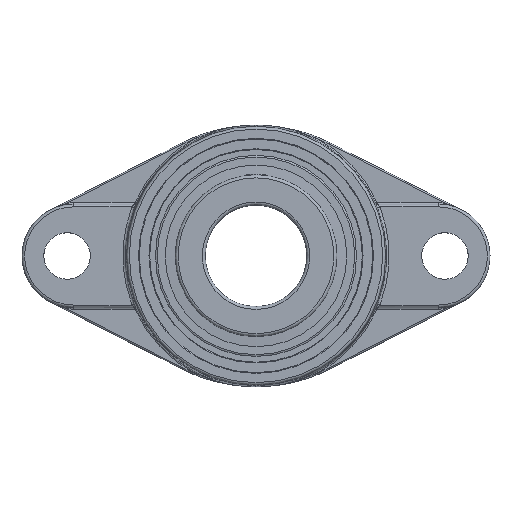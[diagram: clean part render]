
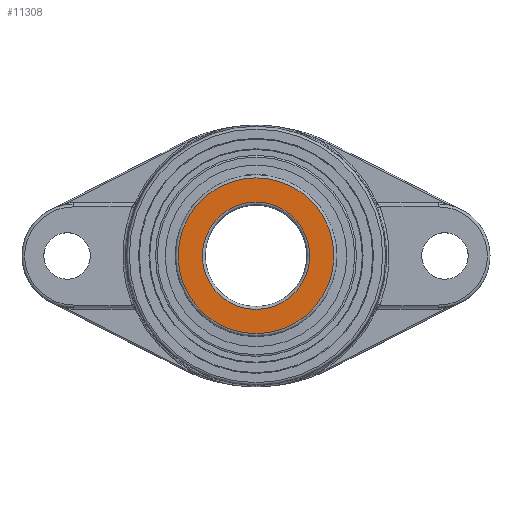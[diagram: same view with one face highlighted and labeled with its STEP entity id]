
A CAD part, top view. The second image highlights one B-rep face of the part: STEP entity #11308.
In plain terms, the highlighted face is planar.
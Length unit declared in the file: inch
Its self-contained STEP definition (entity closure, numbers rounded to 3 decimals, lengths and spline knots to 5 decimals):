
#11259=CARTESIAN_POINT('',(-0.72687,0.,0.));
#11260=VERTEX_POINT('',#11259);
#11270=CARTESIAN_POINT('',(0.,0.,0.));
#11271=DIRECTION('',(0.,0.,-1.));
#11272=DIRECTION('',(1.,0.,0.));
#11273=AXIS2_PLACEMENT_3D('',#11270,#11271,#11272);
#11274=CIRCLE('',#11273,0.72687);
#11275=EDGE_CURVE('',#11260,#11260,#11274,.T.);
#11280=CARTESIAN_POINT('',(0.,0.,0.));
#11281=DIRECTION('',(0.,0.,1.));
#11282=DIRECTION('',(1.,0.,0.));
#11283=AXIS2_PLACEMENT_3D('',#11280,#11281,#11282);
#11284=PLANE('',#11283);
#11285=CARTESIAN_POINT('',(-1.05513,0.,0.));
#11286=VERTEX_POINT('',#11285);
#11287=CARTESIAN_POINT('',(1.05513,0.,0.));
#11288=VERTEX_POINT('',#11287);
#11289=CARTESIAN_POINT('',(0.,0.,0.));
#11290=DIRECTION('',(0.,0.,1.));
#11291=DIRECTION('',(-1.,0.,0.));
#11292=AXIS2_PLACEMENT_3D('',#11289,#11290,#11291);
#11293=CIRCLE('',#11292,1.05513);
#11294=EDGE_CURVE('',#11286,#11288,#11293,.T.);
#11295=ORIENTED_EDGE('',*,*,#11294,.F.);
#11296=CARTESIAN_POINT('',(0.,0.,0.));
#11297=DIRECTION('',(0.,0.,1.));
#11298=DIRECTION('',(-1.,0.,0.));
#11299=AXIS2_PLACEMENT_3D('',#11296,#11297,#11298);
#11300=CIRCLE('',#11299,1.05513);
#11301=EDGE_CURVE('',#11288,#11286,#11300,.T.);
#11302=ORIENTED_EDGE('',*,*,#11301,.F.);
#11303=EDGE_LOOP('',(#11295,#11302));
#11304=FACE_BOUND('',#11303,.T.);
#11305=ORIENTED_EDGE('',*,*,#11275,.F.);
#11306=EDGE_LOOP('',(#11305));
#11307=FACE_BOUND('',#11306,.T.);
#11308=ADVANCED_FACE('',(#11304,#11307),#11284,.F.);
